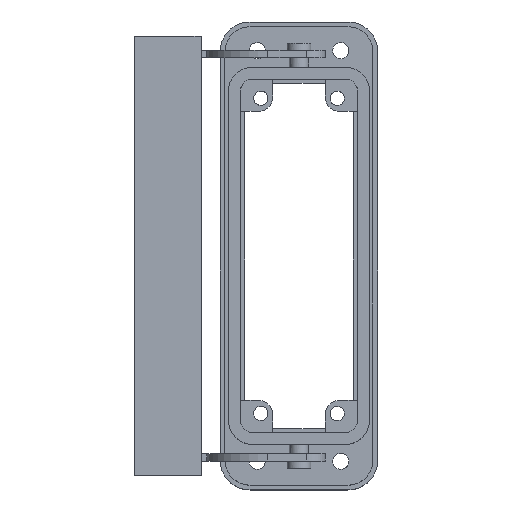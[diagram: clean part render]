
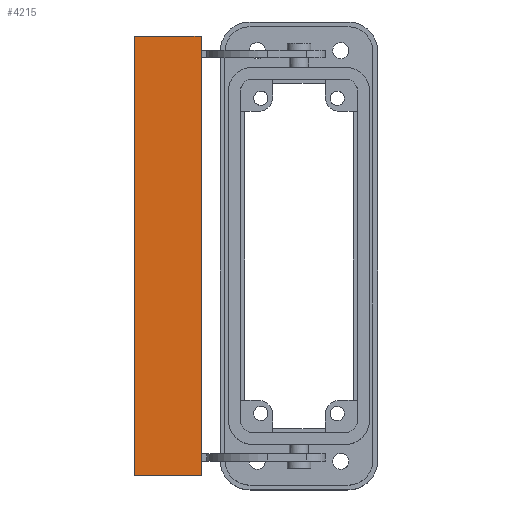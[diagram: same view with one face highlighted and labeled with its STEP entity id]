
A CAD part, top view. The second image highlights one B-rep face of the part: STEP entity #4215.
In plain terms, the highlighted planar face has unit normal (0, 0, 1).
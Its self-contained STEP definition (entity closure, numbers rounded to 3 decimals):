
#4202=AXIS2_PLACEMENT_3D('Plane Axis2P3D',#4199,#4200,#4201) ;
#3271=CARTESIAN_POINT('Vertex',(14.,3.,36.25)) ;
#3287=CARTESIAN_POINT('Vertex',(14.,95.,36.25)) ;
#3290=CARTESIAN_POINT('Line Origine',(14.,49.,36.25)) ;
#4116=CARTESIAN_POINT('Line Origine',(7.,3.,36.25)) ;
#4120=CARTESIAN_POINT('Vertex',(0.,3.,36.25)) ;
#4183=CARTESIAN_POINT('Vertex',(0.,95.,36.25)) ;
#4186=CARTESIAN_POINT('Line Origine',(7.,95.,36.25)) ;
#4199=CARTESIAN_POINT('Axis2P3D Location',(0.,49.,36.25)) ;
#4204=CARTESIAN_POINT('Line Origine',(0.,49.,36.25)) ;
#3291=DIRECTION('Vector Direction',(0.,-1.,0.)) ;
#4117=DIRECTION('Vector Direction',(1.,0.,0.)) ;
#4187=DIRECTION('Vector Direction',(1.,0.,0.)) ;
#4200=DIRECTION('Axis2P3D Direction',(0.,0.,-1.)) ;
#4201=DIRECTION('Axis2P3D XDirection',(1.,0.,0.)) ;
#4205=DIRECTION('Vector Direction',(0.,-1.,0.)) ;
#3292=VECTOR('Line Direction',#3291,1.) ;
#4118=VECTOR('Line Direction',#4117,1.) ;
#4188=VECTOR('Line Direction',#4187,1.) ;
#4206=VECTOR('Line Direction',#4205,1.) ;
#4210=ORIENTED_EDGE('',*,*,#4122,.T.) ;
#4211=ORIENTED_EDGE('',*,*,#3294,.T.) ;
#4212=ORIENTED_EDGE('',*,*,#4190,.F.) ;
#4213=ORIENTED_EDGE('',*,*,#4208,.F.) ;
#4215=ADVANCED_FACE('Housing',(#4214),#4203,.F.) ;
#3294=EDGE_CURVE('',#3272,#3288,#3293,.F.) ;
#4122=EDGE_CURVE('',#4121,#3272,#4119,.T.) ;
#4190=EDGE_CURVE('',#4184,#3288,#4189,.T.) ;
#4208=EDGE_CURVE('',#4121,#4184,#4207,.F.) ;
#4209=EDGE_LOOP('',(#4210,#4211,#4212,#4213)) ;
#4214=FACE_OUTER_BOUND('',#4209,.T.) ;
#3293=LINE('Line',#3290,#3292) ;
#4119=LINE('Line',#4116,#4118) ;
#4189=LINE('Line',#4186,#4188) ;
#4207=LINE('Line',#4204,#4206) ;
#4203=PLANE('',#4202) ;
#3272=VERTEX_POINT('',#3271) ;
#3288=VERTEX_POINT('',#3287) ;
#4121=VERTEX_POINT('',#4120) ;
#4184=VERTEX_POINT('',#4183) ;
